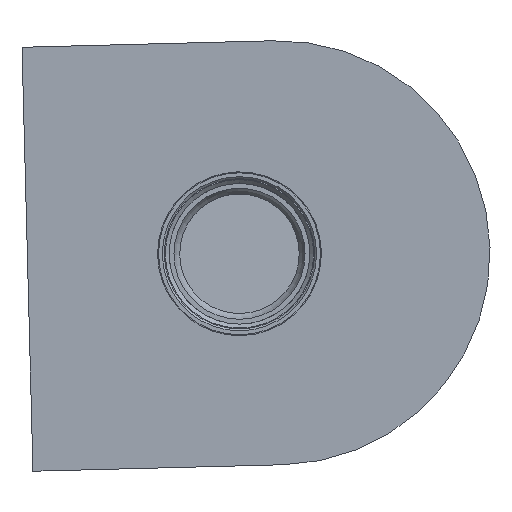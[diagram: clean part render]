
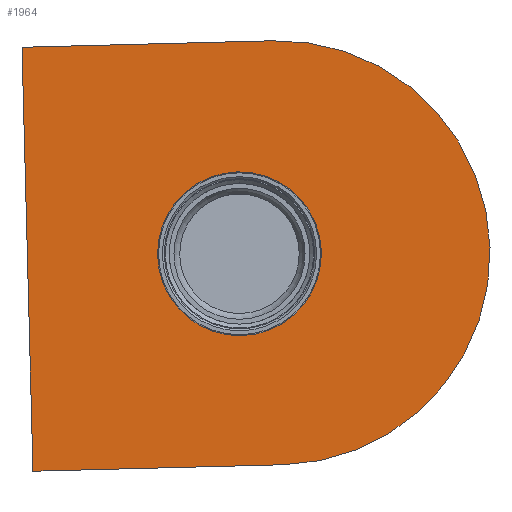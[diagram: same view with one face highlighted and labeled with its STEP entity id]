
A CAD part, left-side view. The second image highlights one B-rep face of the part: STEP entity #1964.
In plain terms, the highlighted planar face has unit normal (-1, 0, 0).
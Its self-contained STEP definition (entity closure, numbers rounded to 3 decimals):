
#4 = AXIS2_PLACEMENT_3D ( 'NONE', #6128, #5641, #2704 ) ;
#16 = CARTESIAN_POINT ( 'NONE',  ( 50., 26.405, 53.558 ) ) ;
#235 = EDGE_CURVE ( 'NONE', #2740, #2359, #4795, .T. ) ;
#425 = DIRECTION ( 'NONE',  ( 0., 0.026, 1. ) ) ;
#436 = EDGE_LOOP ( 'NONE', ( #2373 ) ) ;
#514 = CARTESIAN_POINT ( 'NONE',  ( 50., -39.997, 0.259 ) ) ;
#692 = VERTEX_POINT ( 'NONE', #4021 ) ;
#744 = FACE_OUTER_BOUND ( 'NONE', #1870, .T. ) ;
#855 = CARTESIAN_POINT ( 'NONE',  ( 50., -30., 0. ) ) ;
#881 = DIRECTION ( 'NONE',  ( 0., 0.026, 1. ) ) ;
#1042 = AXIS2_PLACEMENT_3D ( 'NONE', #514, #2832, #425 ) ;
#1354 = EDGE_CURVE ( 'NONE', #692, #1843, #6252, .T. ) ;
#1843 = VERTEX_POINT ( 'NONE', #16 ) ;
#1870 = EDGE_LOOP ( 'NONE', ( #6186, #4073, #3042, #4849 ) ) ;
#1964 = ADVANCED_FACE ( 'NONE', ( #5015, #744 ), #2656, .T. ) ;
#2038 = VECTOR ( 'NONE', #3859, 1000. ) ;
#2359 = VERTEX_POINT ( 'NONE', #3998 ) ;
#2373 = ORIENTED_EDGE ( 'NONE', *, *, #5419, .F. ) ;
#2456 = CIRCLE ( 'NONE', #1042, 55. ) ;
#2575 = DIRECTION ( 'NONE',  ( 0., -0.026, -1. ) ) ;
#2580 = EDGE_CURVE ( 'NONE', #1843, #2740, #6160, .T. ) ;
#2656 = PLANE ( 'NONE',  #4 ) ;
#2704 = DIRECTION ( 'NONE',  ( 0., 0.026, 1. ) ) ;
#2740 = VERTEX_POINT ( 'NONE', #4328 ) ;
#2832 = DIRECTION ( 'NONE',  ( -1., 0., 0. ) ) ;
#2911 = VERTEX_POINT ( 'NONE', #5826 ) ;
#3042 = ORIENTED_EDGE ( 'NONE', *, *, #235, .T. ) ;
#3309 = DIRECTION ( 'NONE',  ( -1., 0., 0. ) ) ;
#3421 = CARTESIAN_POINT ( 'NONE',  ( 50., -38.573, 55.24 ) ) ;
#3859 = DIRECTION ( 'NONE',  ( 0., -1., 0.026 ) ) ;
#3998 = CARTESIAN_POINT ( 'NONE',  ( 50., -41.42, -54.723 ) ) ;
#4021 = CARTESIAN_POINT ( 'NONE',  ( 50., -38.573, 55.24 ) ) ;
#4073 = ORIENTED_EDGE ( 'NONE', *, *, #2580, .T. ) ;
#4328 = CARTESIAN_POINT ( 'NONE',  ( 50., 23.558, -56.405 ) ) ;
#4350 = CARTESIAN_POINT ( 'NONE',  ( 50., 23.558, -56.405 ) ) ;
#4795 = LINE ( 'NONE', #4350, #2038 ) ;
#4849 = ORIENTED_EDGE ( 'NONE', *, *, #6116, .T. ) ;
#4871 = AXIS2_PLACEMENT_3D ( 'NONE', #855, #3309, #881 ) ;
#4939 = VECTOR ( 'NONE', #2575, 1000. ) ;
#4944 = VECTOR ( 'NONE', #5356, 1000. ) ;
#5015 = FACE_BOUND ( 'NONE', #436, .T. ) ;
#5356 = DIRECTION ( 'NONE',  ( 0., 1., -0.026 ) ) ;
#5419 = EDGE_CURVE ( 'NONE', #2911, #2911, #5679, .T. ) ;
#5516 = CARTESIAN_POINT ( 'NONE',  ( 50., 26.405, 53.558 ) ) ;
#5641 = DIRECTION ( 'NONE',  ( -1., 0., 0. ) ) ;
#5679 = CIRCLE ( 'NONE', #4871, 21.25 ) ;
#5826 = CARTESIAN_POINT ( 'NONE',  ( 50., -29.45, 21.243 ) ) ;
#6116 = EDGE_CURVE ( 'NONE', #2359, #692, #2456, .T. ) ;
#6128 = CARTESIAN_POINT ( 'NONE',  ( 50., -39.997, 0.259 ) ) ;
#6160 = LINE ( 'NONE', #5516, #4939 ) ;
#6186 = ORIENTED_EDGE ( 'NONE', *, *, #1354, .T. ) ;
#6252 = LINE ( 'NONE', #3421, #4944 ) ;
